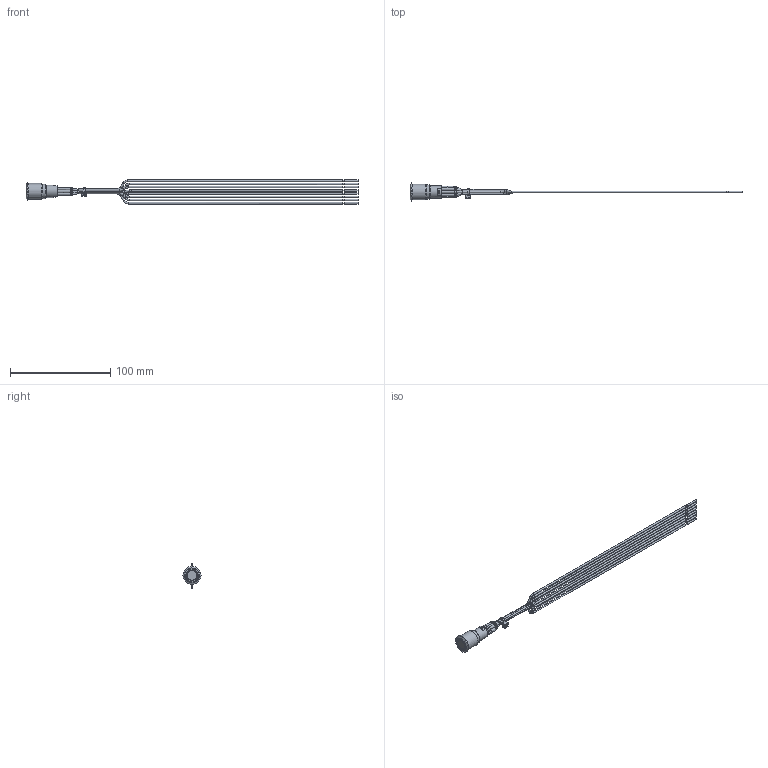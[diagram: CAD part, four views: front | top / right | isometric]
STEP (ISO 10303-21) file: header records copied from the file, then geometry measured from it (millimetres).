
FILE_DESCRIPTION(/* description */ (''),/* implementation_level */ '2;1');
FILE_NAME(/* name */ 'PV3WFWH0xx-3xx.stp',/* time_stamp */ '2025-12-30T16:37:08-06:00',/* author */ ('mroman'),/* organization */ (''),/* preprocessor_version */ 'ST-DEVELOPER v18.1',/* originating_system */ 'Autodesk Inventor 2022',/* authorisation */ '');
FILE_SCHEMA (('AUTOMOTIVE_DESIGN { 1 0 10303 214 3 1 1 }'));
Length unit declared in the file: inch
Products named in the file (1): PV3WFWH0xx-3xx
Bounding box: 331.54 x 18 x 24 mm (x, y, z)
Volume: 8687.9 mm3; surface area: 16085.6 mm2
Topology: 1 solids, 2 shells, 606 faces, 1665 edges, 1092 vertices
Faces by surface type: plane 319, cylinder 142, bspline 72, torus 55, cone 10, sphere 8
Full cylindrical faces by diameter (mm): 1.2 x16, 1.6 x47, 2.4 x16, 9.6 x1, 10.4 x2, 12 x1, 12.2 x1, 14.3 x1, 15 x1, 15.9 x1, 18 x1
Entity records: 20251 total; most frequent: CARTESIAN_POINT 4698, ORIENTED_EDGE 3332, DIRECTION 3109, EDGE_CURVE 1666, VERTEX_POINT 1092, AXIS2_PLACEMENT_3D 1088, LINE 933, VECTOR 933
